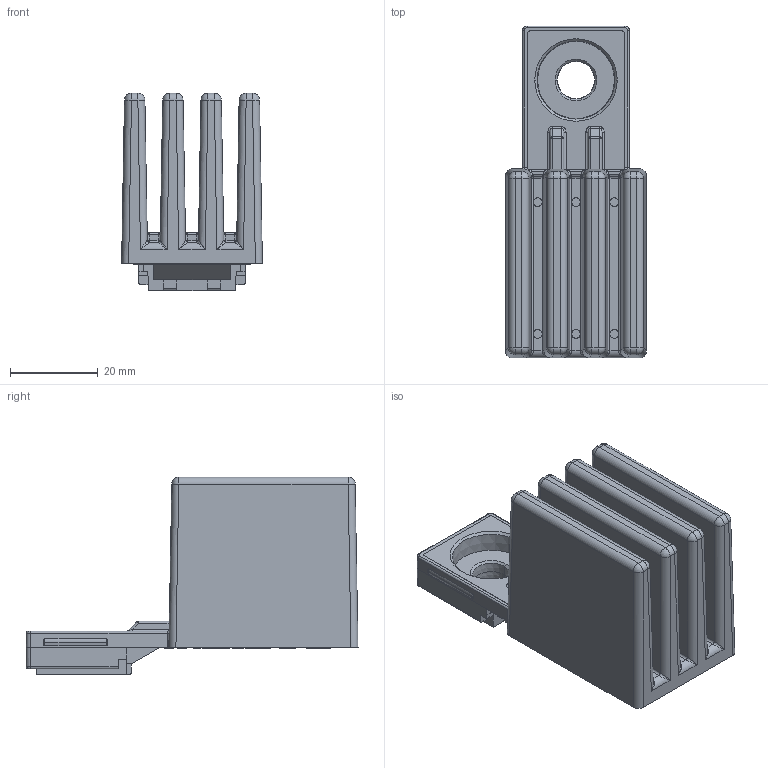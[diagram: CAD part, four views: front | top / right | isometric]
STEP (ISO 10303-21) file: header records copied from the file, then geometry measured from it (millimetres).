
FILE_DESCRIPTION (( 'STEP AP214' ), '1' );
FILE_NAME ('2CCR218354M0001.STEP', '2021-11-23T15:05:57', ( '' ), ( '' ), 'SwSTEP 2.0', 'SolidWorks 2018', '' );
FILE_SCHEMA (( 'AUTOMOTIVE_DESIGN' ));
Length unit declared in the file: millimetre
Products named in the file (3): 2CCR218352K3001; 2CCR218354M0001; 2CCR218350M0001
Assembly tree (2 placements, depth 2):
  2CCR218354M0001
    2CCR218350M0001
    2CCR218352K3001
Bounding box: 32.05 x 75.58 x 45 mm (x, y, z)
Volume: 40937.5 mm3; surface area: 47669.8 mm2
Topology: 2 solids, 2 shells, 2662 faces, 7317 edges, 4711 vertices
Faces by surface type: bspline 1578, plane 799, cylinder 213, sphere 52, cone 12, torus 8
Entity records: 115985 total; most frequent: CARTESIAN_POINT 59922, ORIENTED_EDGE 14470, EDGE_CURVE 7235, DIRECTION 6525, VERTEX_POINT 4711, LINE 3645, VECTOR 3645, B_SPLINE_CURVE_WITH_KNOTS 3021
